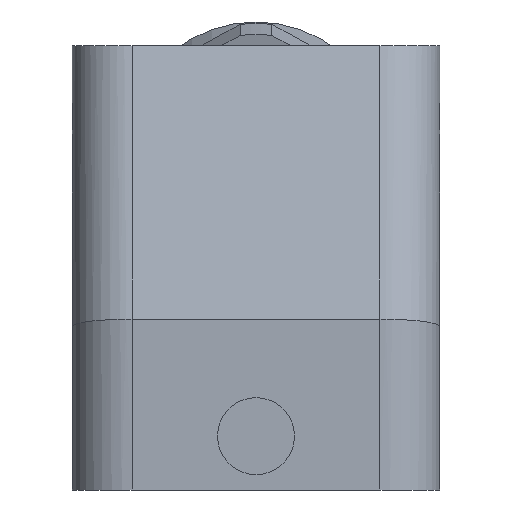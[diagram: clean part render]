
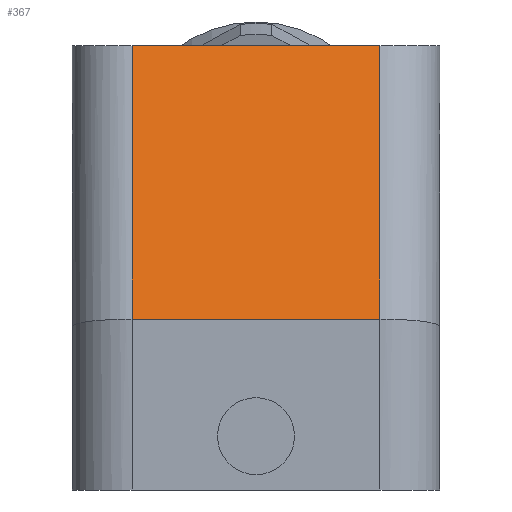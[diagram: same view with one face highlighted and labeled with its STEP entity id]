
A CAD part, left-side view. The second image highlights one B-rep face of the part: STEP entity #367.
In plain terms, the highlighted planar face has unit normal (-0.966, 0, 0.259).
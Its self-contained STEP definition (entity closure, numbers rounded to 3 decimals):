
#367 = ADVANCED_FACE( '', ( #827 ), #828, .T. );
#827 = FACE_OUTER_BOUND( '', #1372, .T. );
#828 = PLANE( '', #1373 );
#1372 = EDGE_LOOP( '', ( #2479, #2480, #2481, #2482 ) );
#1373 = AXIS2_PLACEMENT_3D( '', #2483, #2484, #2485 );
#2479 = ORIENTED_EDGE( '', *, *, #3248, .T. );
#2480 = ORIENTED_EDGE( '', *, *, #3490, .T. );
#2481 = ORIENTED_EDGE( '', *, *, #3596, .F. );
#2482 = ORIENTED_EDGE( '', *, *, #3363, .F. );
#2483 = CARTESIAN_POINT( '', ( -36.5, -21.5, 20. ) );
#2484 = DIRECTION( '', ( -0.966, 0., 0.259 ) );
#2485 = DIRECTION( '', ( 0.259, 0., 0.966 ) );
#3248 = EDGE_CURVE( '', #3860, #3858, #3861, .T. );
#3363 = EDGE_CURVE( '', #3860, #4057, #4058, .T. );
#3490 = EDGE_CURVE( '', #3858, #4250, #4252, .T. );
#3596 = EDGE_CURVE( '', #4057, #4250, #4408, .T. );
#3858 = VERTEX_POINT( '', #4737 );
#3860 = VERTEX_POINT( '', #4740 );
#3861 = LINE( '', #4741, #4742 );
#4057 = VERTEX_POINT( '', #5125 );
#4058 = LINE( '', #5126, #5127 );
#4250 = VERTEX_POINT( '', #5503 );
#4252 = LINE( '', #5505, #5506 );
#4408 = LINE( '', #5744, #5745 );
#4737 = CARTESIAN_POINT( '', ( -36.5, -14.5, 20. ) );
#4740 = CARTESIAN_POINT( '', ( -36.5, 14.5, 20. ) );
#4741 = CARTESIAN_POINT( '', ( -36.5, 0., 20. ) );
#4742 = VECTOR( '', #6111, 1000. );
#5125 = CARTESIAN_POINT( '', ( -27.925, 14.5, 52. ) );
#5126 = CARTESIAN_POINT( '', ( -27.925, 14.5, 52. ) );
#5127 = VECTOR( '', #6230, 1000. );
#5503 = CARTESIAN_POINT( '', ( -27.925, -14.5, 52. ) );
#5505 = CARTESIAN_POINT( '', ( -27.925, -14.5, 52. ) );
#5506 = VECTOR( '', #6346, 1000. );
#5744 = CARTESIAN_POINT( '', ( -27.925, 0., 52. ) );
#5745 = VECTOR( '', #6460, 1000. );
#6111 = DIRECTION( '', ( 0., -1., 0. ) );
#6230 = DIRECTION( '', ( 0.259, 0., 0.966 ) );
#6346 = DIRECTION( '', ( 0.259, 0., 0.966 ) );
#6460 = DIRECTION( '', ( 0., -1., 0. ) );
